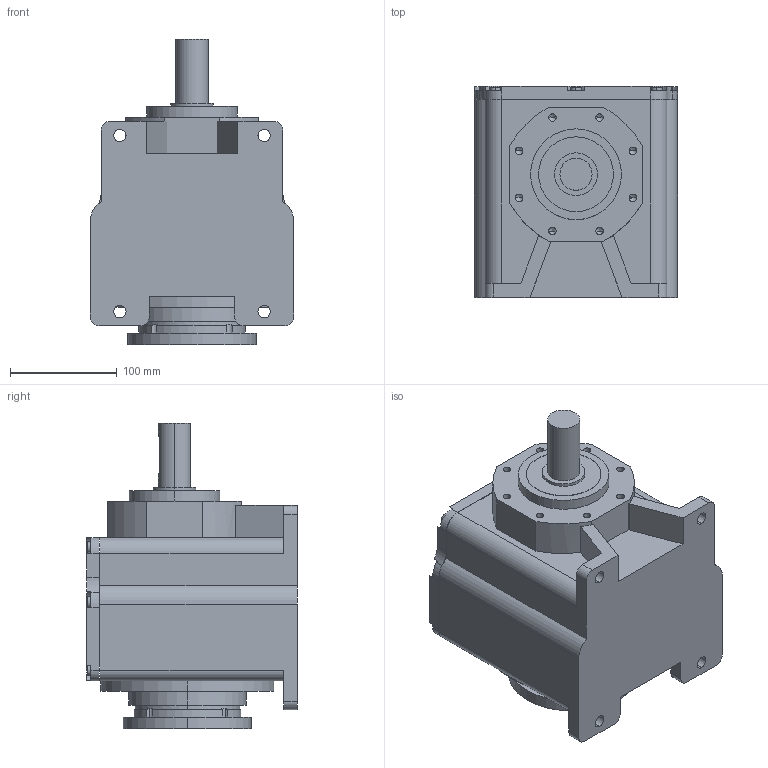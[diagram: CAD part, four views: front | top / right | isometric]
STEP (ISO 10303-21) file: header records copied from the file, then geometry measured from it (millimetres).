
FILE_DESCRIPTION (( 'STEP AP203' ), '1' );
FILE_NAME ('mrd-32 B14.STEP', '2017-06-08T14:32:19', ( 'Usuario' ), ( '' ), 'SwSTEP 2.0', 'SolidWorks 2015', '' );
FILE_SCHEMA (( 'CONFIG_CONTROL_DESIGN' ));
Length unit declared in the file: millimetre
Products named in the file (1): mrd-32 B14
Bounding box: 190 x 197.25 x 286 mm (x, y, z)
Volume: 5883160.2 mm3; surface area: 298014.9 mm2
Topology: 2 solids, 2 shells, 214 faces, 566 edges, 364 vertices
Faces by surface type: cylinder 122, plane 76, cone 16
Entity records: 6795 total; most frequent: DIRECTION 1248, CARTESIAN_POINT 1203, ORIENTED_EDGE 1100, EDGE_CURVE 550, AXIS2_PLACEMENT_3D 487, VERTEX_POINT 364, LINE 274, VECTOR 274
